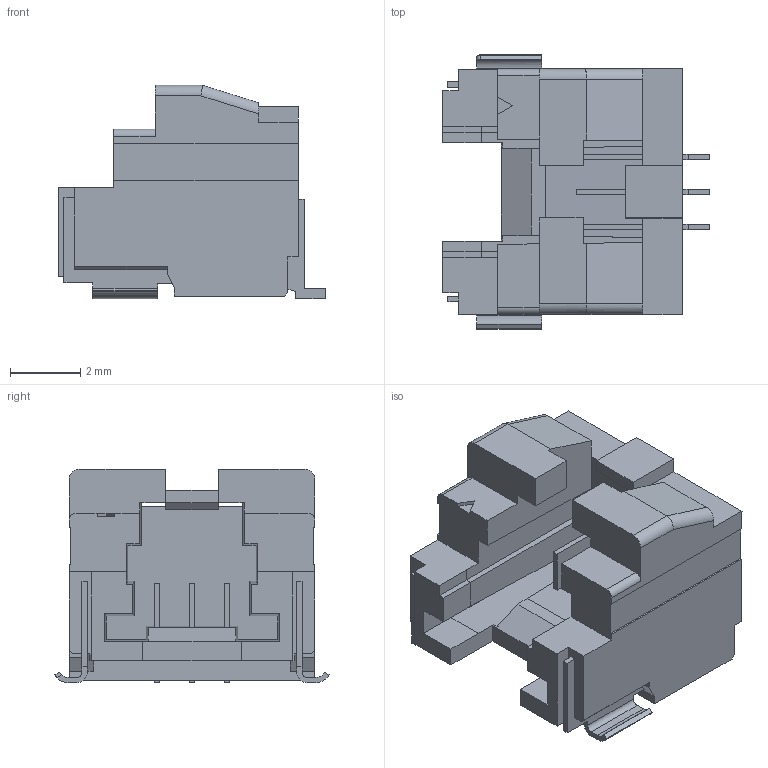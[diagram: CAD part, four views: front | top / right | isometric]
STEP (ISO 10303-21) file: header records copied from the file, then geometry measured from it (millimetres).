
FILE_DESCRIPTION(('CoCreate Modeling STEP Export'),'2;1');
FILE_NAME('DF50A-3P-1H(51).stp','2013-09-19T11:26:55',(''),(''),'CoCreate Modeling STEP processor for AP214 (Solid Model)','CoCreate Modeling 17.0 01-Apr-2010 (C) Parametric Technology GmbH','');
FILE_SCHEMA(('AUTOMOTIVE_DESIGN { 1 0 10303 214 1 1 1 1 }'));
Length unit declared in the file: millimetre
Products named in the file (1): DF50A-3P-1H
Bounding box: 7.6 x 7.81 x 6.08 mm (x, y, z)
Volume: 144.7 mm3; surface area: 340.4 mm2
Topology: 1 solids, 1 shells, 197 faces, 627 edges, 432 vertices
Faces by surface type: plane 182, cylinder 15
Entity records: 6787 total; most frequent: CARTESIAN_POINT 1272, ORIENTED_EDGE 1254, DIRECTION 1002, EDGE_CURVE 627, VECTOR 578, LINE 578, VERTEX_POINT 432, AXIS2_PLACEMENT_3D 212
